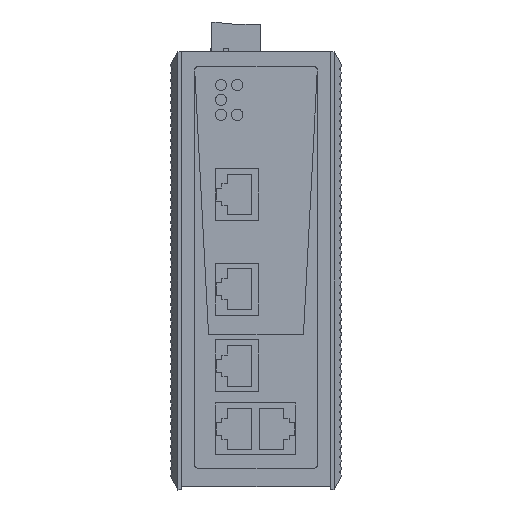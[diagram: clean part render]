
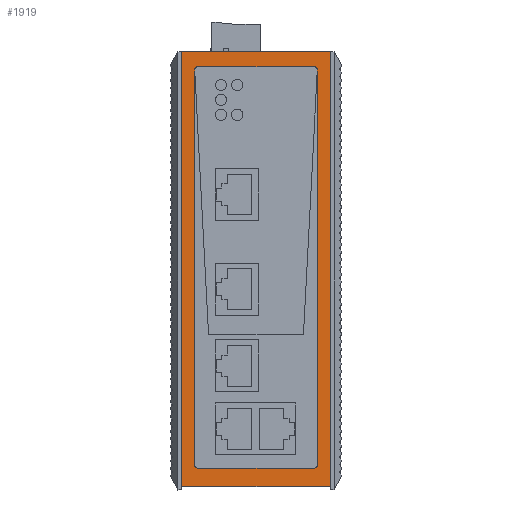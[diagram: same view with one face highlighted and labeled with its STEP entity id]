
A CAD part, top view. The second image highlights one B-rep face of the part: STEP entity #1919.
In plain terms, the highlighted planar face has unit normal (0, 0, 1).
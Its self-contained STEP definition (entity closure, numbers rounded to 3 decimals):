
#1800=AXIS2_PLACEMENT_3D('Plane Axis2P3D',#1797,#1798,#1799) ;
#1838=AXIS2_PLACEMENT_3D('Circle Axis2P3D',#1836,#1837,$) ;
#1852=AXIS2_PLACEMENT_3D('Circle Axis2P3D',#1850,#1851,$) ;
#455=CARTESIAN_POINT('Line Origine',(26.427,135.,113.8)) ;
#459=CARTESIAN_POINT('Vertex',(49.327,135.,113.8)) ;
#461=CARTESIAN_POINT('Vertex',(3.527,135.,113.8)) ;
#1797=CARTESIAN_POINT('Axis2P3D Location',(0.027,1.,113.8)) ;
#1802=CARTESIAN_POINT('Line Origine',(26.427,1.,113.8)) ;
#1806=CARTESIAN_POINT('Vertex',(3.527,1.,113.8)) ;
#1808=CARTESIAN_POINT('Vertex',(49.327,1.,113.8)) ;
#1811=CARTESIAN_POINT('Line Origine',(49.327,68.,113.8)) ;
#1816=CARTESIAN_POINT('Line Origine',(3.527,68.,113.8)) ;
#1827=CARTESIAN_POINT('Line Origine',(45.327,68.,113.8)) ;
#1831=CARTESIAN_POINT('Vertex',(45.327,7.56,113.8)) ;
#1833=CARTESIAN_POINT('Vertex',(45.327,128.44,113.8)) ;
#1836=CARTESIAN_POINT('Axis2P3D Location',(44.327,7.56,113.8)) ;
#1840=CARTESIAN_POINT('Vertex',(44.327,6.56,113.8)) ;
#1843=CARTESIAN_POINT('Line Origine',(26.427,6.56,113.8)) ;
#1847=CARTESIAN_POINT('Vertex',(8.527,6.56,113.8)) ;
#1850=CARTESIAN_POINT('Axis2P3D Location',(8.527,7.56,113.8)) ;
#1854=CARTESIAN_POINT('Vertex',(7.527,7.56,113.8)) ;
#1857=CARTESIAN_POINT('Line Origine',(7.527,68.,113.8)) ;
#1861=CARTESIAN_POINT('Vertex',(7.527,128.44,113.8)) ;
#1865=CARTESIAN_POINT('Control Point',(7.527,128.44,113.8)) ;
#1866=CARTESIAN_POINT('Control Point',(7.527,128.66,113.8)) ;
#1867=CARTESIAN_POINT('Control Point',(7.527,128.88,113.8)) ;
#1868=CARTESIAN_POINT('Control Point',(7.527,129.1,113.8)) ;
#1869=CARTESIAN_POINT('Control Point',(7.527,129.32,113.8)) ;
#1870=CARTESIAN_POINT('Vertex',(7.527,129.32,113.8)) ;
#1874=CARTESIAN_POINT('Control Point',(7.527,129.32,113.8)) ;
#1875=CARTESIAN_POINT('Control Point',(7.527,129.713,113.8)) ;
#1876=CARTESIAN_POINT('Control Point',(7.737,130.11,113.8)) ;
#1877=CARTESIAN_POINT('Control Point',(8.134,130.32,113.8)) ;
#1878=CARTESIAN_POINT('Control Point',(8.527,130.32,113.8)) ;
#1879=CARTESIAN_POINT('Vertex',(8.527,130.32,113.8)) ;
#1883=CARTESIAN_POINT('Control Point',(8.527,130.32,113.8)) ;
#1884=CARTESIAN_POINT('Control Point',(17.477,130.32,113.8)) ;
#1885=CARTESIAN_POINT('Control Point',(26.427,130.32,113.8)) ;
#1886=CARTESIAN_POINT('Control Point',(35.377,130.32,113.8)) ;
#1887=CARTESIAN_POINT('Control Point',(44.327,130.32,113.8)) ;
#1888=CARTESIAN_POINT('Vertex',(44.327,130.32,113.8)) ;
#1892=CARTESIAN_POINT('Control Point',(44.327,130.32,113.8)) ;
#1893=CARTESIAN_POINT('Control Point',(44.72,130.32,113.8)) ;
#1894=CARTESIAN_POINT('Control Point',(45.118,130.11,113.8)) ;
#1895=CARTESIAN_POINT('Control Point',(45.327,129.713,113.8)) ;
#1896=CARTESIAN_POINT('Control Point',(45.327,129.32,113.8)) ;
#1897=CARTESIAN_POINT('Vertex',(45.327,129.32,113.8)) ;
#1901=CARTESIAN_POINT('Control Point',(45.327,129.32,113.8)) ;
#1902=CARTESIAN_POINT('Control Point',(45.327,129.1,113.8)) ;
#1903=CARTESIAN_POINT('Control Point',(45.327,128.88,113.8)) ;
#1904=CARTESIAN_POINT('Control Point',(45.327,128.66,113.8)) ;
#1905=CARTESIAN_POINT('Control Point',(45.327,128.44,113.8)) ;
#456=DIRECTION('Vector Direction',(-1.,0.,0.)) ;
#1798=DIRECTION('Axis2P3D Direction',(0.,0.,1.)) ;
#1799=DIRECTION('Axis2P3D XDirection',(1.,0.,0.)) ;
#1803=DIRECTION('Vector Direction',(1.,0.,0.)) ;
#1812=DIRECTION('Vector Direction',(0.,1.,0.)) ;
#1817=DIRECTION('Vector Direction',(0.,-1.,0.)) ;
#1828=DIRECTION('Vector Direction',(0.,-1.,0.)) ;
#1837=DIRECTION('Axis2P3D Direction',(0.,0.,1.)) ;
#1844=DIRECTION('Vector Direction',(-1.,0.,0.)) ;
#1851=DIRECTION('Axis2P3D Direction',(0.,0.,1.)) ;
#1858=DIRECTION('Vector Direction',(0.,1.,0.)) ;
#457=VECTOR('Line Direction',#456,1.) ;
#1804=VECTOR('Line Direction',#1803,1.) ;
#1813=VECTOR('Line Direction',#1812,1.) ;
#1818=VECTOR('Line Direction',#1817,1.) ;
#1829=VECTOR('Line Direction',#1828,1.) ;
#1845=VECTOR('Line Direction',#1844,1.) ;
#1859=VECTOR('Line Direction',#1858,1.) ;
#1822=ORIENTED_EDGE('',*,*,#1810,.T.) ;
#1823=ORIENTED_EDGE('',*,*,#1815,.T.) ;
#1824=ORIENTED_EDGE('',*,*,#463,.T.) ;
#1825=ORIENTED_EDGE('',*,*,#1820,.T.) ;
#1908=ORIENTED_EDGE('',*,*,#1835,.F.) ;
#1909=ORIENTED_EDGE('',*,*,#1842,.T.) ;
#1910=ORIENTED_EDGE('',*,*,#1849,.F.) ;
#1911=ORIENTED_EDGE('',*,*,#1856,.T.) ;
#1912=ORIENTED_EDGE('',*,*,#1863,.F.) ;
#1913=ORIENTED_EDGE('',*,*,#1872,.F.) ;
#1914=ORIENTED_EDGE('',*,*,#1881,.F.) ;
#1915=ORIENTED_EDGE('',*,*,#1890,.T.) ;
#1916=ORIENTED_EDGE('',*,*,#1899,.F.) ;
#1917=ORIENTED_EDGE('',*,*,#1906,.F.) ;
#1918=FACE_BOUND('',#1907,.T.) ;
#1919=ADVANCED_FACE('SWITCH',(#1826,#1918),#1801,.T.) ;
#1864=B_SPLINE_CURVE_WITH_KNOTS('',4,(#1865,#1866,#1867,#1868,#1869),.UNSPECIFIED.,.F.,.U.,(5,5),(120.88,121.76),.UNSPECIFIED.) ;
#1873=B_SPLINE_CURVE_WITH_KNOTS('',4,(#1874,#1875,#1876,#1877,#1878),.UNSPECIFIED.,.F.,.U.,(5,5),(0.,1.685),.UNSPECIFIED.) ;
#1882=B_SPLINE_CURVE_WITH_KNOTS('',4,(#1883,#1884,#1885,#1886,#1887),.UNSPECIFIED.,.F.,.U.,(5,5),(0.,35.8),.UNSPECIFIED.) ;
#1891=B_SPLINE_CURVE_WITH_KNOTS('',4,(#1892,#1893,#1894,#1895,#1896),.UNSPECIFIED.,.F.,.U.,(5,5),(0.,1.685),.UNSPECIFIED.) ;
#1900=B_SPLINE_CURVE_WITH_KNOTS('',4,(#1901,#1902,#1903,#1904,#1905),.UNSPECIFIED.,.F.,.U.,(5,5),(0.,0.88),.UNSPECIFIED.) ;
#1839=CIRCLE('generated circle',#1838,1.) ;
#1853=CIRCLE('generated circle',#1852,1.) ;
#463=EDGE_CURVE('',#460,#462,#458,.T.) ;
#1810=EDGE_CURVE('',#1807,#1809,#1805,.T.) ;
#1815=EDGE_CURVE('',#1809,#460,#1814,.T.) ;
#1820=EDGE_CURVE('',#462,#1807,#1819,.T.) ;
#1835=EDGE_CURVE('',#1832,#1834,#1830,.F.) ;
#1842=EDGE_CURVE('',#1832,#1841,#1839,.F.) ;
#1849=EDGE_CURVE('',#1848,#1841,#1846,.F.) ;
#1856=EDGE_CURVE('',#1848,#1855,#1853,.F.) ;
#1863=EDGE_CURVE('',#1862,#1855,#1860,.F.) ;
#1872=EDGE_CURVE('',#1871,#1862,#1864,.F.) ;
#1881=EDGE_CURVE('',#1880,#1871,#1873,.F.) ;
#1890=EDGE_CURVE('',#1880,#1889,#1882,.T.) ;
#1899=EDGE_CURVE('',#1898,#1889,#1891,.F.) ;
#1906=EDGE_CURVE('',#1834,#1898,#1900,.F.) ;
#1821=EDGE_LOOP('',(#1822,#1823,#1824,#1825)) ;
#1907=EDGE_LOOP('',(#1908,#1909,#1910,#1911,#1912,#1913,#1914,#1915,#1916,#1917)) ;
#1826=FACE_OUTER_BOUND('',#1821,.T.) ;
#458=LINE('Line',#455,#457) ;
#1805=LINE('Line',#1802,#1804) ;
#1814=LINE('Line',#1811,#1813) ;
#1819=LINE('Line',#1816,#1818) ;
#1830=LINE('Line',#1827,#1829) ;
#1846=LINE('Line',#1843,#1845) ;
#1860=LINE('Line',#1857,#1859) ;
#1801=PLANE('',#1800) ;
#460=VERTEX_POINT('',#459) ;
#462=VERTEX_POINT('',#461) ;
#1807=VERTEX_POINT('',#1806) ;
#1809=VERTEX_POINT('',#1808) ;
#1832=VERTEX_POINT('',#1831) ;
#1834=VERTEX_POINT('',#1833) ;
#1841=VERTEX_POINT('',#1840) ;
#1848=VERTEX_POINT('',#1847) ;
#1855=VERTEX_POINT('',#1854) ;
#1862=VERTEX_POINT('',#1861) ;
#1871=VERTEX_POINT('',#1870) ;
#1880=VERTEX_POINT('',#1879) ;
#1889=VERTEX_POINT('',#1888) ;
#1898=VERTEX_POINT('',#1897) ;
